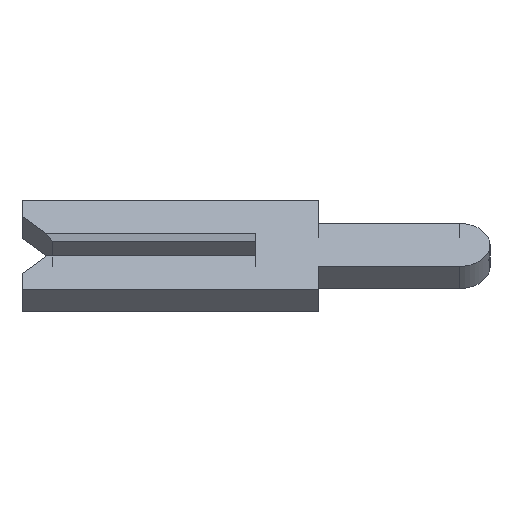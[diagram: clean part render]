
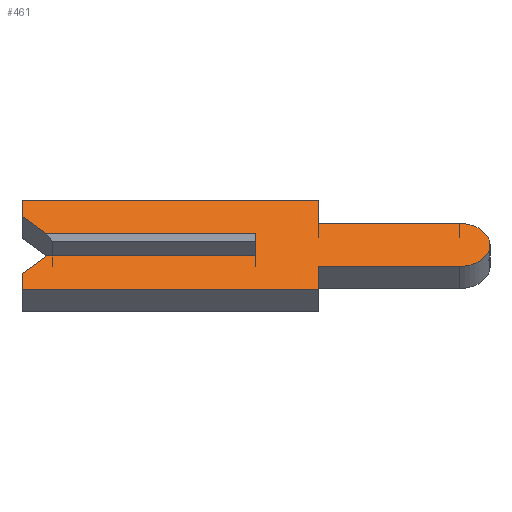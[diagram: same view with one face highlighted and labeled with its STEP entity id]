
A CAD part, left-side view. The second image highlights one B-rep face of the part: STEP entity #461.
In plain terms, the highlighted face is planar.
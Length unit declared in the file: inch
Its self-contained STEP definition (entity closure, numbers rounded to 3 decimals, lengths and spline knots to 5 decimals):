
#3 = CARTESIAN_POINT ( 'NONE',  ( -0.01, -0.04, -0.04 ) ) ;
#16 = CARTESIAN_POINT ( 'NONE',  ( -0.01, -0.1305, -0.01 ) ) ;
#17 = VECTOR ( 'NONE', #1161, 39.37008 ) ;
#31 = CIRCLE ( 'NONE', #917, 0.0195 ) ;
#37 = VERTEX_POINT ( 'NONE', #370 ) ;
#48 = EDGE_CURVE ( 'NONE', #1530, #723, #1232, .T. ) ;
#69 = EDGE_CURVE ( 'NONE', #1426, #93, #1317, .T. ) ;
#71 = ORIENTED_EDGE ( 'NONE', *, *, #902, .F. ) ;
#93 = VERTEX_POINT ( 'NONE', #3 ) ;
#108 = CARTESIAN_POINT ( 'NONE',  ( -0.01, 0.15, -0.04 ) ) ;
#125 = EDGE_CURVE ( 'NONE', #1028, #966, #1408, .T. ) ;
#144 = EDGE_CURVE ( 'NONE', #1448, #1505, #832, .T. ) ;
#166 = DIRECTION ( 'NONE',  ( 0., 0.707, 0.707 ) ) ;
#167 = DIRECTION ( 'NONE',  ( 0., 0., -1. ) ) ;
#173 = VECTOR ( 'NONE', #732, 39.37008 ) ;
#201 = EDGE_CURVE ( 'NONE', #1329, #1524, #1136, .T. ) ;
#211 = LINE ( 'NONE', #108, #760 ) ;
#216 = PLANE ( 'NONE',  #785 ) ;
#241 = VECTOR ( 'NONE', #1352, 39.37008 ) ;
#275 = ORIENTED_EDGE ( 'NONE', *, *, #724, .F. ) ;
#276 = ORIENTED_EDGE ( 'NONE', *, *, #380, .T. ) ;
#283 = VECTOR ( 'NONE', #1311, 39.37008 ) ;
#294 = CARTESIAN_POINT ( 'NONE',  ( -0.01, -0.04, -0.0195 ) ) ;
#300 = CARTESIAN_POINT ( 'NONE',  ( -0.01, 0.15, 0.04 ) ) ;
#321 = VECTOR ( 'NONE', #166, 39.37008 ) ;
#324 = VECTOR ( 'NONE', #725, 39.37008 ) ;
#332 = VECTOR ( 'NONE', #1229, 39.37008 ) ;
#360 = DIRECTION ( 'NONE',  ( 0., 0., -1. ) ) ;
#367 = CARTESIAN_POINT ( 'NONE',  ( -0.01, 0.15, 0.04 ) ) ;
#370 = CARTESIAN_POINT ( 'NONE',  ( -0.01, 0.15, -0.04 ) ) ;
#380 = EDGE_CURVE ( 'NONE', #1530, #1211, #1497, .T. ) ;
#389 = CARTESIAN_POINT ( 'NONE',  ( -0.01, -0.1305, 0. ) ) ;
#397 = ORIENTED_EDGE ( 'NONE', *, *, #640, .F. ) ;
#398 = VECTOR ( 'NONE', #1566, 39.37008 ) ;
#432 = EDGE_LOOP ( 'NONE', ( #276, #1405, #275, #1423, #397, #531, #1172, #811, #71, #645, #1358, #1332, #701, #515 ) ) ;
#440 = LINE ( 'NONE', #657, #935 ) ;
#461 = ADVANCED_FACE ( 'NONE', ( #499 ), #216, .F. ) ;
#469 = EDGE_CURVE ( 'NONE', #1004, #1211, #930, .T. ) ;
#478 = CARTESIAN_POINT ( 'NONE',  ( -0.01, 0.15, -0.026 ) ) ;
#496 = CARTESIAN_POINT ( 'NONE',  ( -0.01, 0.15, 0.026 ) ) ;
#499 = FACE_OUTER_BOUND ( 'NONE', #432, .T. ) ;
#505 = DIRECTION ( 'NONE',  ( 0., 0., 1. ) ) ;
#515 = ORIENTED_EDGE ( 'NONE', *, *, #48, .F. ) ;
#530 = CARTESIAN_POINT ( 'NONE',  ( -0.01, -0.04, 0.0195 ) ) ;
#531 = ORIENTED_EDGE ( 'NONE', *, *, #580, .F. ) ;
#540 = CARTESIAN_POINT ( 'NONE',  ( -0.01, -0.04, 0.0195 ) ) ;
#563 = CARTESIAN_POINT ( 'NONE',  ( -0.01, -0.04, 0.04 ) ) ;
#566 = CARTESIAN_POINT ( 'NONE',  ( -0.01, 0.134, 0.01 ) ) ;
#580 = EDGE_CURVE ( 'NONE', #93, #37, #211, .T. ) ;
#640 = EDGE_CURVE ( 'NONE', #37, #1028, #1074, .T. ) ;
#645 = ORIENTED_EDGE ( 'NONE', *, *, #201, .F. ) ;
#657 = CARTESIAN_POINT ( 'NONE',  ( -0.01, -0.04, 0.04 ) ) ;
#669 = VECTOR ( 'NONE', #360, 39.37008 ) ;
#701 = ORIENTED_EDGE ( 'NONE', *, *, #867, .F. ) ;
#702 = CARTESIAN_POINT ( 'NONE',  ( -0.01, 0., 0.0065 ) ) ;
#709 = LINE ( 'NONE', #16, #1313 ) ;
#723 = VERTEX_POINT ( 'NONE', #496 ) ;
#724 = EDGE_CURVE ( 'NONE', #966, #1004, #709, .T. ) ;
#725 = DIRECTION ( 'NONE',  ( 0., -1., 0. ) ) ;
#732 = DIRECTION ( 'NONE',  ( 0., -0.707, 0.707 ) ) ;
#737 = CARTESIAN_POINT ( 'NONE',  ( -0.01, 0.1305, -0.0065 ) ) ;
#739 = DIRECTION ( 'NONE',  ( 0., -1., 0. ) ) ;
#760 = VECTOR ( 'NONE', #836, 39.37008 ) ;
#785 = AXIS2_PLACEMENT_3D ( 'NONE', #1427, #1221, #961 ) ;
#807 = CARTESIAN_POINT ( 'NONE',  ( -0.01, -0.1305, -0.0195 ) ) ;
#811 = ORIENTED_EDGE ( 'NONE', *, *, #846, .F. ) ;
#812 = CARTESIAN_POINT ( 'NONE',  ( -0.01, -0.1305, 0.0195 ) ) ;
#832 = LINE ( 'NONE', #367, #332 ) ;
#836 = DIRECTION ( 'NONE',  ( 0., 1., 0. ) ) ;
#846 = EDGE_CURVE ( 'NONE', #1487, #1426, #1154, .T. ) ;
#857 = VECTOR ( 'NONE', #505, 39.37008 ) ;
#867 = EDGE_CURVE ( 'NONE', #723, #1448, #1327, .T. ) ;
#879 = CARTESIAN_POINT ( 'NONE',  ( -0.01, 0.15, -0.026 ) ) ;
#902 = EDGE_CURVE ( 'NONE', #1524, #1487, #31, .T. ) ;
#917 = AXIS2_PLACEMENT_3D ( 'NONE', #389, #1485, #167 ) ;
#930 = LINE ( 'NONE', #702, #283 ) ;
#935 = VECTOR ( 'NONE', #1292, 39.37008 ) ;
#961 = DIRECTION ( 'NONE',  ( 0., 0., -1. ) ) ;
#966 = VERTEX_POINT ( 'NONE', #1369 ) ;
#1004 = VERTEX_POINT ( 'NONE', #1246 ) ;
#1028 = VERTEX_POINT ( 'NONE', #879 ) ;
#1073 = CARTESIAN_POINT ( 'NONE',  ( -0.01, 0.15, 0.01 ) ) ;
#1074 = LINE ( 'NONE', #478, #398 ) ;
#1104 = CARTESIAN_POINT ( 'NONE',  ( -0.01, -0.04, -0.0195 ) ) ;
#1106 = CARTESIAN_POINT ( 'NONE',  ( -0.01, -0.04, -0.04 ) ) ;
#1136 = LINE ( 'NONE', #530, #17 ) ;
#1154 = LINE ( 'NONE', #1104, #241 ) ;
#1161 = DIRECTION ( 'NONE',  ( 0., -1., 0. ) ) ;
#1172 = ORIENTED_EDGE ( 'NONE', *, *, #69, .F. ) ;
#1211 = VERTEX_POINT ( 'NONE', #1380 ) ;
#1221 = DIRECTION ( 'NONE',  ( 1., 0., 0. ) ) ;
#1229 = DIRECTION ( 'NONE',  ( 0., -1., 0. ) ) ;
#1232 = LINE ( 'NONE', #1507, #321 ) ;
#1246 = CARTESIAN_POINT ( 'NONE',  ( -0.01, 0., -0.01 ) ) ;
#1271 = EDGE_CURVE ( 'NONE', #1505, #1329, #440, .T. ) ;
#1292 = DIRECTION ( 'NONE',  ( 0., 0., -1. ) ) ;
#1311 = DIRECTION ( 'NONE',  ( 0., 0., 1. ) ) ;
#1313 = VECTOR ( 'NONE', #739, 39.37008 ) ;
#1317 = LINE ( 'NONE', #1106, #669 ) ;
#1327 = LINE ( 'NONE', #1469, #857 ) ;
#1329 = VERTEX_POINT ( 'NONE', #540 ) ;
#1332 = ORIENTED_EDGE ( 'NONE', *, *, #144, .F. ) ;
#1352 = DIRECTION ( 'NONE',  ( 0., 1., 0. ) ) ;
#1358 = ORIENTED_EDGE ( 'NONE', *, *, #1271, .F. ) ;
#1369 = CARTESIAN_POINT ( 'NONE',  ( -0.01, 0.134, -0.01 ) ) ;
#1380 = CARTESIAN_POINT ( 'NONE',  ( -0.01, 0., 0.01 ) ) ;
#1405 = ORIENTED_EDGE ( 'NONE', *, *, #469, .F. ) ;
#1408 = LINE ( 'NONE', #737, #173 ) ;
#1423 = ORIENTED_EDGE ( 'NONE', *, *, #125, .F. ) ;
#1426 = VERTEX_POINT ( 'NONE', #294 ) ;
#1427 = CARTESIAN_POINT ( 'NONE',  ( -0.01, -0.1305, 0. ) ) ;
#1448 = VERTEX_POINT ( 'NONE', #300 ) ;
#1469 = CARTESIAN_POINT ( 'NONE',  ( -0.01, 0.15, 0.026 ) ) ;
#1485 = DIRECTION ( 'NONE',  ( 1., 0., 0. ) ) ;
#1487 = VERTEX_POINT ( 'NONE', #807 ) ;
#1497 = LINE ( 'NONE', #1073, #324 ) ;
#1505 = VERTEX_POINT ( 'NONE', #563 ) ;
#1507 = CARTESIAN_POINT ( 'NONE',  ( -0.01, 0.1305, 0.0065 ) ) ;
#1524 = VERTEX_POINT ( 'NONE', #812 ) ;
#1530 = VERTEX_POINT ( 'NONE', #566 ) ;
#1566 = DIRECTION ( 'NONE',  ( 0., 0., 1. ) ) ;
